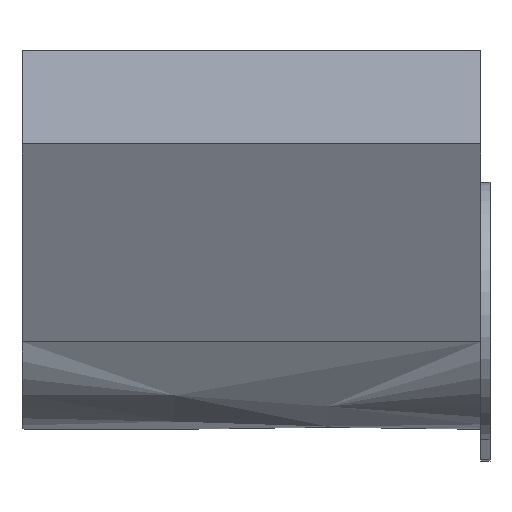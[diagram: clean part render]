
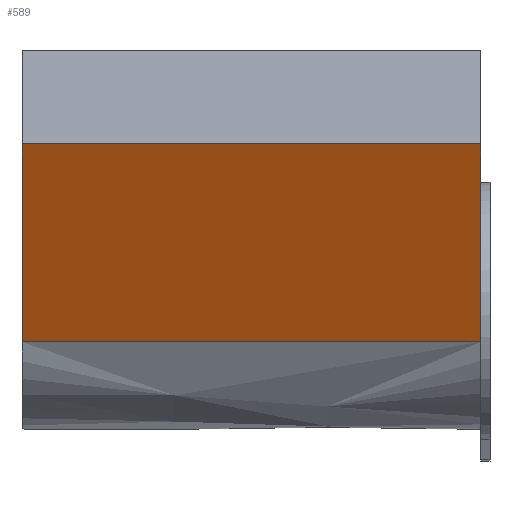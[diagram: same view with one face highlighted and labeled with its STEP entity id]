
A CAD part, left-side view. The second image highlights one B-rep face of the part: STEP entity #589.
In plain terms, the highlighted planar face has unit normal (-0.151, 0, -0.989).
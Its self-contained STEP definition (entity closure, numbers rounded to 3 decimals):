
#83=B_SPLINE_CURVE_WITH_KNOTS('',3,(#1107,#1108,#1109,#1110,#1111,#1112),
 .UNSPECIFIED.,.F.,.F.,(4,2,4),(-9.73,-4.837,0.),
 .UNSPECIFIED.);
#112=FACE_OUTER_BOUND('',#150,.T.);
#150=EDGE_LOOP('',(#494,#495,#496,#497));
#200=LINE('',#1105,#248);
#201=LINE('',#1114,#249);
#202=LINE('',#1115,#250);
#248=VECTOR('',#803,10.);
#249=VECTOR('',#804,10.);
#250=VECTOR('',#805,10.);
#296=VERTEX_POINT('',#1103);
#297=VERTEX_POINT('',#1104);
#298=VERTEX_POINT('',#1106);
#299=VERTEX_POINT('',#1113);
#365=EDGE_CURVE('',#296,#297,#200,.T.);
#366=EDGE_CURVE('',#298,#297,#83,.T.);
#367=EDGE_CURVE('',#299,#298,#201,.T.);
#368=EDGE_CURVE('',#296,#299,#202,.T.);
#494=ORIENTED_EDGE('',*,*,#365,.T.);
#495=ORIENTED_EDGE('',*,*,#366,.F.);
#496=ORIENTED_EDGE('',*,*,#367,.F.);
#497=ORIENTED_EDGE('',*,*,#368,.F.);
#561=PLANE('',#680);
#589=ADVANCED_FACE('',(#112),#561,.T.);
#680=AXIS2_PLACEMENT_3D('',#1102,#801,#802);
#801=DIRECTION('center_axis',(-0.152,0.,-0.988));
#802=DIRECTION('ref_axis',(0.988,0.,-0.152));
#803=DIRECTION('',(0.988,0.,-0.152));
#804=DIRECTION('',(0.988,0.,-0.152));
#805=DIRECTION('',(0.,-1.,0.));
#1102=CARTESIAN_POINT('Origin',(-298.051,97.3,35.572));
#1103=CARTESIAN_POINT('',(-298.051,97.3,35.572));
#1104=CARTESIAN_POINT('',(-24.164,97.3,-6.413));
#1105=CARTESIAN_POINT('',(-298.051,97.3,35.572));
#1106=CARTESIAN_POINT('',(-24.164,0.,-6.413));
#1107=CARTESIAN_POINT('Ctrl Pts',(-24.164,0.,-6.413));
#1108=CARTESIAN_POINT('Ctrl Pts',(-24.164,16.309,-6.413));
#1109=CARTESIAN_POINT('Ctrl Pts',(-24.164,32.618,-6.413));
#1110=CARTESIAN_POINT('Ctrl Pts',(-24.164,65.052,-6.413));
#1111=CARTESIAN_POINT('Ctrl Pts',(-24.164,81.176,-6.413));
#1112=CARTESIAN_POINT('Ctrl Pts',(-24.164,97.3,-6.413));
#1113=CARTESIAN_POINT('',(-298.051,0.,35.572));
#1114=CARTESIAN_POINT('',(-298.051,0.,35.572));
#1115=CARTESIAN_POINT('',(-298.051,97.3,35.572));
